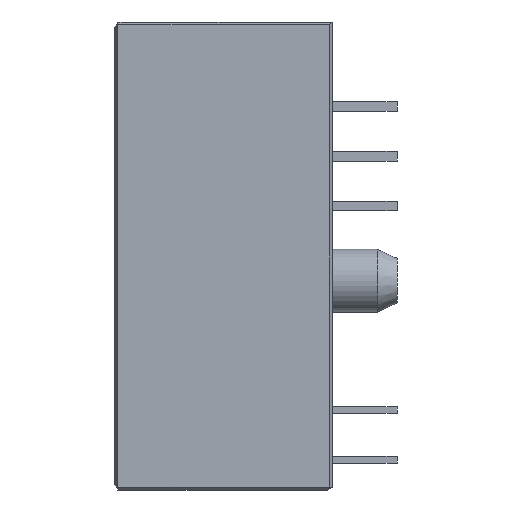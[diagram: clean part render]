
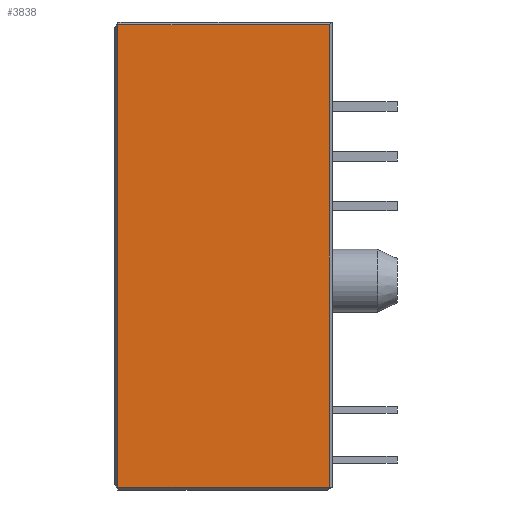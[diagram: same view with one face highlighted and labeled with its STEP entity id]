
A CAD part, left-side view. The second image highlights one B-rep face of the part: STEP entity #3838.
In plain terms, the highlighted planar face has unit normal (-1, 0, 0).
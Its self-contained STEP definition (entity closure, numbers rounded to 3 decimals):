
#123 = LINE ( 'NONE', #124, #1011 ) ;
#124 = CARTESIAN_POINT ( 'NONE',  ( 0., 0.15, 0. ) ) ;
#125 = DIRECTION ( 'NONE',  ( 0., 0., 1. ) ) ;
#142 = CARTESIAN_POINT ( 'NONE',  ( 0., 0.15, -23.73 ) ) ;
#203 = CARTESIAN_POINT ( 'NONE',  ( 0., 10.95, -0.15 ) ) ;
#1011 = VECTOR ( 'NONE', #125, 1000. ) ;
#1081 = AXIS2_PLACEMENT_3D ( 'NONE', #1964, #1970, #1971 ) ;
#1117 = VECTOR ( 'NONE', #2500, 1000. ) ;
#1122 = VECTOR ( 'NONE', #2497, 1000. ) ;
#1199 = VECTOR ( 'NONE', #2509, 1000. ) ;
#1314 = EDGE_CURVE ( 'NONE', #1347, #3418, #123, .T. ) ;
#1347 = VERTEX_POINT ( 'NONE', #142 ) ;
#1478 = EDGE_LOOP ( 'NONE', ( #2858, #2933, #2809, #2817 ) ) ;
#1639 = CARTESIAN_POINT ( 'NONE',  ( 0., 10.95, -23.73 ) ) ;
#1703 = CARTESIAN_POINT ( 'NONE',  ( 0., 0.15, -0.15 ) ) ;
#1962 = PLANE ( 'NONE',  #1081 ) ;
#1964 = CARTESIAN_POINT ( 'NONE',  ( 0., 11.1, 0. ) ) ;
#1968 = FACE_OUTER_BOUND ( 'NONE', #1478, .T. ) ;
#1970 = DIRECTION ( 'NONE',  ( 1., 0., 0. ) ) ;
#1971 = DIRECTION ( 'NONE',  ( 0., 0., -1. ) ) ;
#2491 = LINE ( 'NONE', #2499, #1117 ) ;
#2495 = LINE ( 'NONE', #2496, #1122 ) ;
#2496 = CARTESIAN_POINT ( 'NONE',  ( 0., 11.1, -0.15 ) ) ;
#2497 = DIRECTION ( 'NONE',  ( 0., 1., 0. ) ) ;
#2499 = CARTESIAN_POINT ( 'NONE',  ( 0., 10.95, 0. ) ) ;
#2500 = DIRECTION ( 'NONE',  ( 0., 0., -1. ) ) ;
#2507 = LINE ( 'NONE', #2508, #1199 ) ;
#2508 = CARTESIAN_POINT ( 'NONE',  ( 0., 11.1, -23.73 ) ) ;
#2509 = DIRECTION ( 'NONE',  ( 0., -1., 0. ) ) ;
#2809 = ORIENTED_EDGE ( 'NONE', *, *, #3949, .T. ) ;
#2817 = ORIENTED_EDGE ( 'NONE', *, *, #3951, .T. ) ;
#2858 = ORIENTED_EDGE ( 'NONE', *, *, #1314, .T. ) ;
#2922 = VERTEX_POINT ( 'NONE', #203 ) ;
#2933 = ORIENTED_EDGE ( 'NONE', *, *, #3948, .T. ) ;
#3265 = VERTEX_POINT ( 'NONE', #1639 ) ;
#3418 = VERTEX_POINT ( 'NONE', #1703 ) ;
#3838 = ADVANCED_FACE ( 'NONE', ( #1968 ), #1962, .F. ) ;
#3948 = EDGE_CURVE ( 'NONE', #3418, #2922, #2495, .T. ) ;
#3949 = EDGE_CURVE ( 'NONE', #2922, #3265, #2491, .T. ) ;
#3951 = EDGE_CURVE ( 'NONE', #3265, #1347, #2507, .T. ) ;
